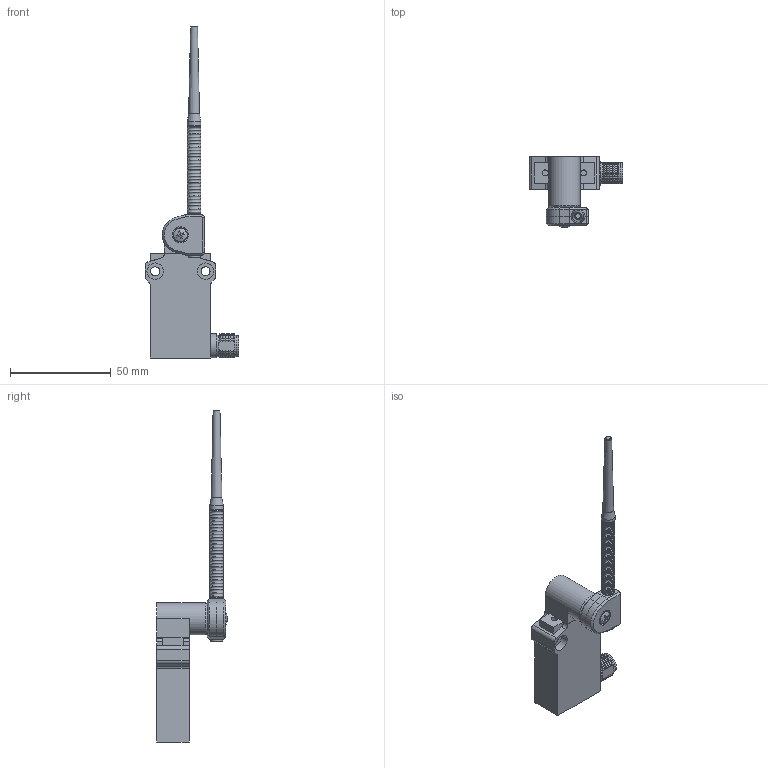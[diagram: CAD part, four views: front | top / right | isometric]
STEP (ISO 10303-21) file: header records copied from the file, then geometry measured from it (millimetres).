
FILE_DESCRIPTION (( 'STEP AP214' ), '1' );
FILE_NAME ('AEM2G6120Z11MR.STEP', '2020-05-21T14:14:40', ( '' ), ( '' ), 'SwSTEP 2.0', 'SolidWorks 2019', '' );
FILE_SCHEMA (( 'AUTOMOTIVE_DESIGN' ));
Length unit declared in the file: inch
Products named in the file (1): AEM2G6120Z11MR
Bounding box: 46.5 x 34.9 x 164.5 mm (x, y, z)
Volume: 36064.3 mm3; surface area: 14639.8 mm2
Topology: 9 solids, 9 shells, 257 faces, 590 edges, 364 vertices
Faces by surface type: plane 102, torus 62, cylinder 54, cone 34, bspline 5
Full cylindrical faces by diameter (mm): 3 x2, 3.5 x1, 4.4 x2, 5 x3, 6 x1, 6.8 x1, 7 x1, 8 x2, 8.2 x4, 10.3 x1, 10.6 x2, 12 x1, 15.8 x1
Entity records: 10435 total; most frequent: CARTESIAN_POINT 1543, DIRECTION 1118, ORIENTED_EDGE 994, EDGE_CURVE 497, AXIS2_PLACEMENT_3D 444, EDGE_LOOP 370, VERTEX_POINT 363, FACE_OUTER_BOUND 345
